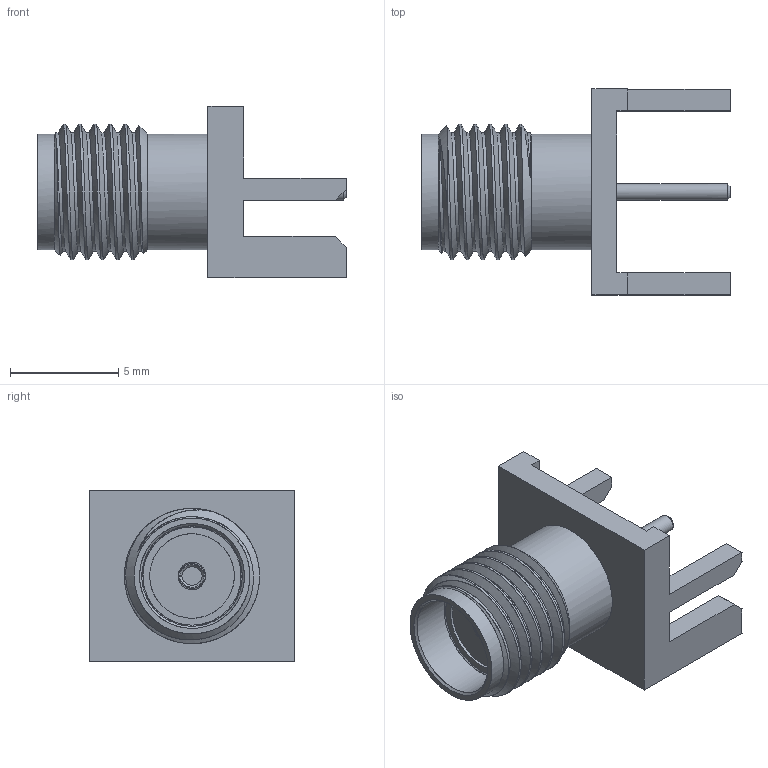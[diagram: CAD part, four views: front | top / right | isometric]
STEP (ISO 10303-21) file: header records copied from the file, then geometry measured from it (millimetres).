
FILE_DESCRIPTION( ( 'STEP AP214' ), '1' );
FILE_NAME( '732511150.stp', '2021-07-20T06:47:57', ( 'License CC BY-ND 4.0' ), ( 'CADENAS' ), ' ', 'PARTsolutions', ' ' );
FILE_SCHEMA( ( 'AUTOMOTIVE_DESIGN { 1 0 10303 214 1 1 1 1 }' ) );
Length unit declared in the file: millimetre
Products named in the file (6): 732511150; 1
Assembly tree (5 placements, depth 2):
  732511150
    1
    1
    1
    1
    1
Bounding box: 14.27 x 9.53 x 7.92 mm (x, y, z)
Volume: 1.6 mm3; surface area: 579.4 mm2
Topology: 4 solids, 62 shells, 84 faces, 431 edges, 402 vertices
Faces by surface type: plane 52, cylinder 20, cone 8, torus 2, bspline 2
Full cylindrical faces by diameter (mm): 0.762 x1, 1.27 x1, 3.912 x1, 4.644 x1, 5.359 x2
Entity records: 8599 total; most frequent: CARTESIAN_POINT 6080, ORIENTED_EDGE 472, EDGE_CURVE 416, VERTEX_POINT 398, B_SPLINE_CURVE_WITH_KNOTS 380, DIRECTION 224, AXIS2_PLACEMENT_3D 100, EDGE_LOOP 100
